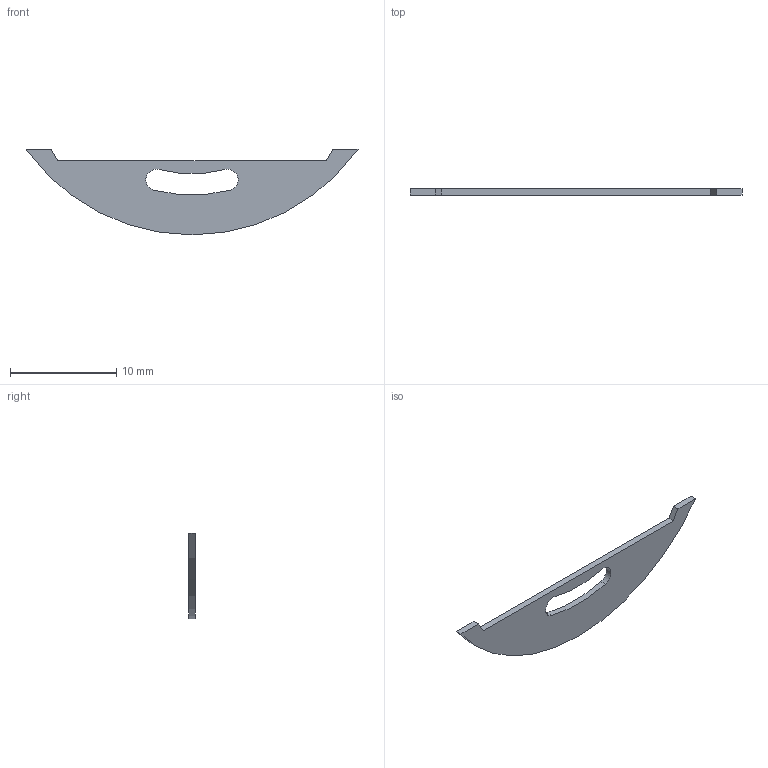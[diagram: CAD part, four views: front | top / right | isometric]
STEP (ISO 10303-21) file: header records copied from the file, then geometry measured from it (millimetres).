
FILE_DESCRIPTION(/* description */ (''),/* implementation_level */ '2;1');
FILE_NAME(/* name */ 'Swivel Stencil v2.step',/* time_stamp */ '2025-07-07T00:21:09-04:00',/* author */ (''),/* organization */ (''),/* preprocessor_version */ 'ST-DEVELOPER v20.1',/* originating_system */ 'Autodesk Translation Framework v14.10.0.0',/* authorisation */ '');
FILE_SCHEMA (('AUTOMOTIVE_DESIGN { 1 0 10303 214 3 1 1 }'));
Length unit declared in the file: millimetre
Products named in the file (1): Swivel Stencil
Bounding box: 31.27 x 0.6 x 8.06 mm (x, y, z)
Volume: 79.2 mm3; surface area: 317.4 mm2
Topology: 1 solids, 1 shells, 12 faces, 30 edges, 20 vertices
Faces by surface type: plane 7, cylinder 5
Entity records: 401 total; most frequent: DIRECTION 66, CARTESIAN_POINT 63, ORIENTED_EDGE 60, EDGE_CURVE 30, AXIS2_PLACEMENT_3D 23, LINE 20, VECTOR 20, VERTEX_POINT 20
